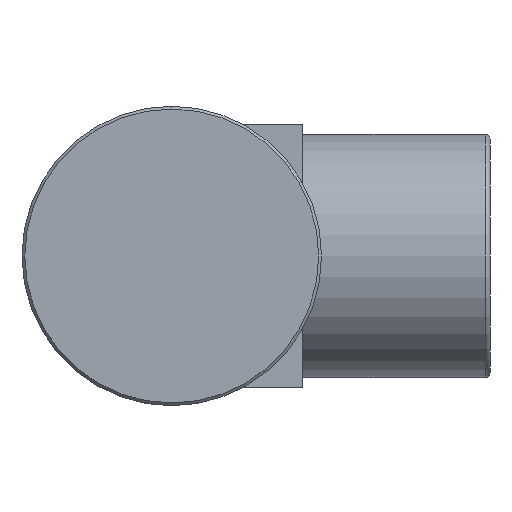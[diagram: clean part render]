
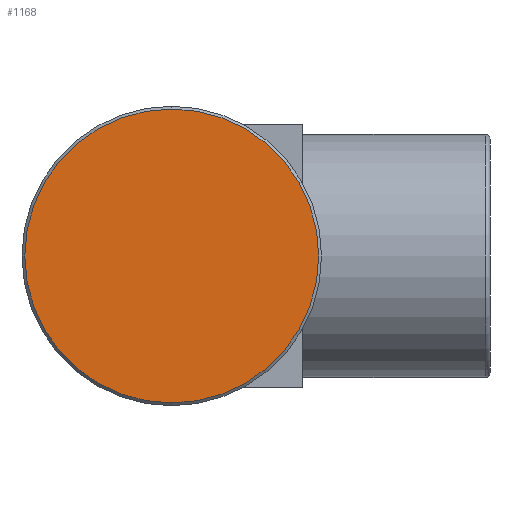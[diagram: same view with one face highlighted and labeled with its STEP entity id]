
A CAD part, left-side view. The second image highlights one B-rep face of the part: STEP entity #1168.
In plain terms, the highlighted planar face has unit normal (-1, 0, 0).
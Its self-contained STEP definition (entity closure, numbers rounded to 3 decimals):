
#229 = AXIS2_PLACEMENT_3D ( 'NONE', #973, #473, #858 ) ;
#316 = DIRECTION ( 'NONE',  ( 1., 0., 0. ) ) ;
#335 = CIRCLE ( 'NONE', #348, 15.7 ) ;
#348 = AXIS2_PLACEMENT_3D ( 'NONE', #437, #735, #547 ) ;
#390 = VERTEX_POINT ( 'NONE', #928 ) ;
#391 = ORIENTED_EDGE ( 'NONE', *, *, #1362, .T. ) ;
#437 = CARTESIAN_POINT ( 'NONE',  ( 0., 0., 0. ) ) ;
#458 = FACE_OUTER_BOUND ( 'NONE', #961, .T. ) ;
#473 = DIRECTION ( 'NONE',  ( -1., 0., 0. ) ) ;
#522 = CIRCLE ( 'NONE', #229, 15.7 ) ;
#528 = PLANE ( 'NONE',  #1023 ) ;
#547 = DIRECTION ( 'NONE',  ( 0., 0., 1. ) ) ;
#582 = CARTESIAN_POINT ( 'NONE',  ( 0., 0., -15.7 ) ) ;
#601 = ORIENTED_EDGE ( 'NONE', *, *, #1228, .T. ) ;
#615 = DIRECTION ( 'NONE',  ( 0., 0., -1. ) ) ;
#735 = DIRECTION ( 'NONE',  ( -1., 0., 0. ) ) ;
#858 = DIRECTION ( 'NONE',  ( 0., 0., 1. ) ) ;
#892 = VERTEX_POINT ( 'NONE', #582 ) ;
#928 = CARTESIAN_POINT ( 'NONE',  ( 0., 0., 15.7 ) ) ;
#961 = EDGE_LOOP ( 'NONE', ( #391, #601 ) ) ;
#973 = CARTESIAN_POINT ( 'NONE',  ( 0., 0., 0. ) ) ;
#1023 = AXIS2_PLACEMENT_3D ( 'NONE', #1044, #316, #615 ) ;
#1044 = CARTESIAN_POINT ( 'NONE',  ( 0., 0., 0. ) ) ;
#1168 = ADVANCED_FACE ( 'NONE', ( #458 ), #528, .F. ) ;
#1228 = EDGE_CURVE ( 'NONE', #390, #892, #335, .T. ) ;
#1362 = EDGE_CURVE ( 'NONE', #892, #390, #522, .T. ) ;
